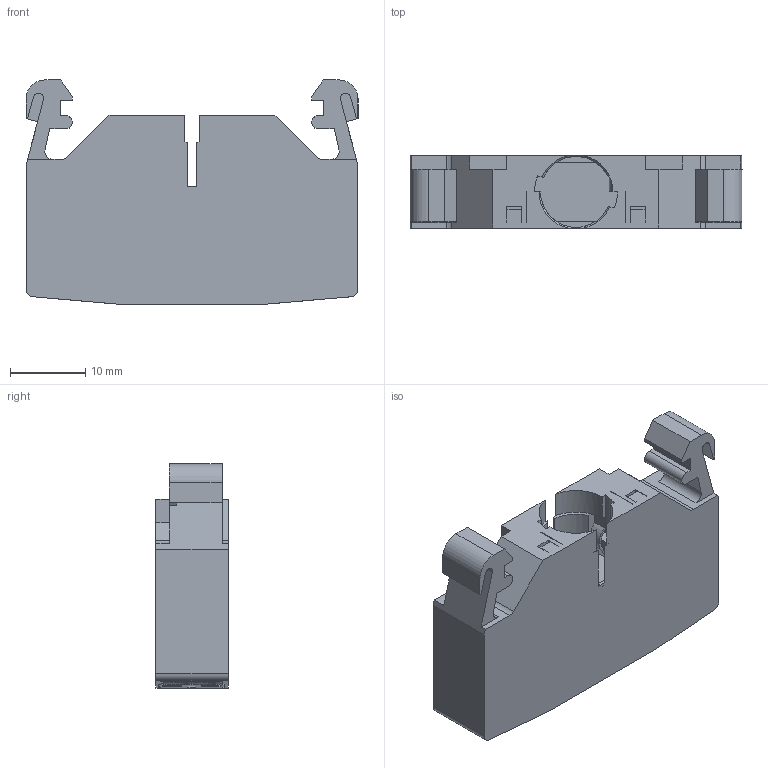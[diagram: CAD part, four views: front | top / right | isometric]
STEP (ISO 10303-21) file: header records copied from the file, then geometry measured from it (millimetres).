
FILE_DESCRIPTION(/* description */ (''),/* implementation_level */ '2;1');
FILE_NAME(/* name */ 'DSL9.stp',/* time_stamp */ '2019-10-22T10:56:46+02:00',/* author */ ('thagel'),/* organization */ (''),/* preprocessor_version */ 'ST-DEVELOPER v17.2',/* originating_system */ 'Autodesk Inventor 2019',/* authorisation */ '');
FILE_SCHEMA (('AUTOMOTIVE_DESIGN { 1 0 10303 214 3 1 1 }'));
Length unit declared in the file: millimetre
Products named in the file (1): DSL9
Bounding box: 44 x 9.6 x 29.7 mm (x, y, z)
Volume: 8200.7 mm3; surface area: 6106.7 mm2
Topology: 1 solids, 6 shells, 449 faces, 1250 edges, 825 vertices
Faces by surface type: plane 359, cylinder 75, cone 15
Entity records: 14296 total; most frequent: CARTESIAN_POINT 2595, ORIENTED_EDGE 2500, DIRECTION 2311, EDGE_CURVE 1250, LINE 1051, VECTOR 1051, VERTEX_POINT 825, AXIS2_PLACEMENT_3D 630
